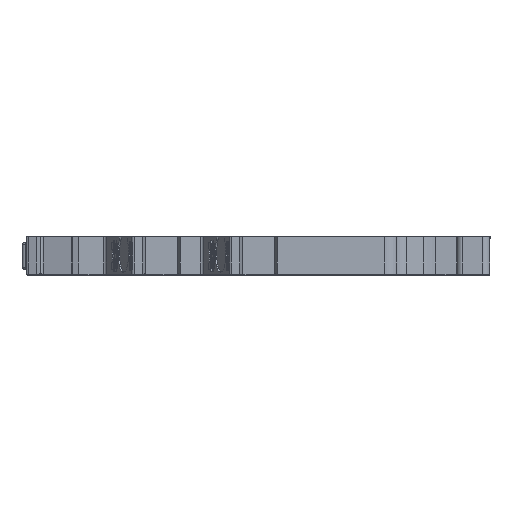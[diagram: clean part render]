
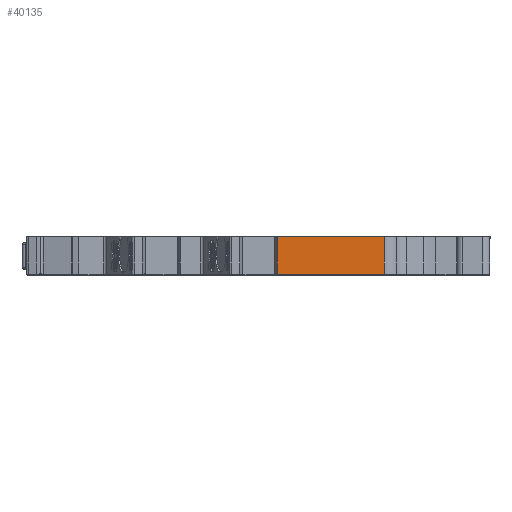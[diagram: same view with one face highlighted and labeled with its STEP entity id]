
A CAD part, left-side view. The second image highlights one B-rep face of the part: STEP entity #40135.
In plain terms, the highlighted planar face has unit normal (-1, 0, 0).
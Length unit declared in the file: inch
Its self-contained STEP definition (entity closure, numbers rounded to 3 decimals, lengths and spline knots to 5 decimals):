
#404 = ORIENTED_EDGE ( 'NONE', *, *, #15891, .F. ) ;
#465 = PLANE ( 'NONE',  #32135 ) ;
#1727 = CARTESIAN_POINT ( 'NONE',  ( -1.9959, 0.87545, 0.20276 ) ) ;
#2263 = VECTOR ( 'NONE', #45268, 39.37008 ) ;
#2693 = CARTESIAN_POINT ( 'NONE',  ( -1.9959, -0.09014, 0.00591 ) ) ;
#2805 = EDGE_CURVE ( 'NONE', #24166, #44287, #38304, .T. ) ;
#5093 = VERTEX_POINT ( 'NONE', #17670 ) ;
#5094 = VECTOR ( 'NONE', #46000, 39.37008 ) ;
#5204 = DIRECTION ( 'NONE',  ( 0., 0., 1. ) ) ;
#5996 = VECTOR ( 'NONE', #5204, 39.37008 ) ;
#6065 = ORIENTED_EDGE ( 'NONE', *, *, #2805, .F. ) ;
#6421 = DIRECTION ( 'NONE',  ( 0., 1., 0. ) ) ;
#6634 = LINE ( 'NONE', #2693, #2263 ) ;
#6659 = VECTOR ( 'NONE', #28823, 39.37008 ) ;
#8136 = LINE ( 'NONE', #25092, #6659 ) ;
#14650 = CARTESIAN_POINT ( 'NONE',  ( -1.9959, 0., 0.20276 ) ) ;
#15718 = EDGE_CURVE ( 'NONE', #44287, #22251, #6634, .T. ) ;
#15891 = EDGE_CURVE ( 'NONE', #22251, #5093, #26583, .T. ) ;
#17329 = CARTESIAN_POINT ( 'NONE',  ( -1.9959, 0.31081, 0.00591 ) ) ;
#17670 = CARTESIAN_POINT ( 'NONE',  ( -1.9959, 0.87545, 0.20276 ) ) ;
#22251 = VERTEX_POINT ( 'NONE', #39345 ) ;
#22653 = EDGE_CURVE ( 'NONE', #5093, #24166, #8136, .T. ) ;
#24166 = VERTEX_POINT ( 'NONE', #26274 ) ;
#25014 = CARTESIAN_POINT ( 'NONE',  ( -1.9959, 0.31081, 0.20276 ) ) ;
#25092 = CARTESIAN_POINT ( 'NONE',  ( -1.9959, 0., 0.20276 ) ) ;
#26274 = CARTESIAN_POINT ( 'NONE',  ( -1.9959, 0.31081, 0.20276 ) ) ;
#26583 = LINE ( 'NONE', #1727, #5996 ) ;
#28823 = DIRECTION ( 'NONE',  ( 0., -1., 0. ) ) ;
#32135 = AXIS2_PLACEMENT_3D ( 'NONE', #14650, #34568, #6421 ) ;
#34568 = DIRECTION ( 'NONE',  ( 1., 0., 0. ) ) ;
#37578 = FACE_OUTER_BOUND ( 'NONE', #45727, .T. ) ;
#38304 = LINE ( 'NONE', #25014, #5094 ) ;
#39345 = CARTESIAN_POINT ( 'NONE',  ( -1.9959, 0.87545, 0.00591 ) ) ;
#40135 = ADVANCED_FACE ( 'NONE', ( #37578 ), #465, .F. ) ;
#44176 = ORIENTED_EDGE ( 'NONE', *, *, #15718, .F. ) ;
#44287 = VERTEX_POINT ( 'NONE', #17329 ) ;
#45268 = DIRECTION ( 'NONE',  ( 0., 1., 0. ) ) ;
#45727 = EDGE_LOOP ( 'NONE', ( #6065, #45876, #404, #44176 ) ) ;
#45876 = ORIENTED_EDGE ( 'NONE', *, *, #22653, .F. ) ;
#46000 = DIRECTION ( 'NONE',  ( 0., 0., -1. ) ) ;
